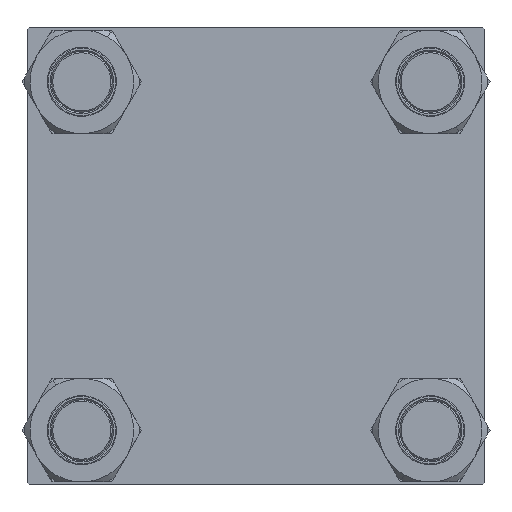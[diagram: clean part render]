
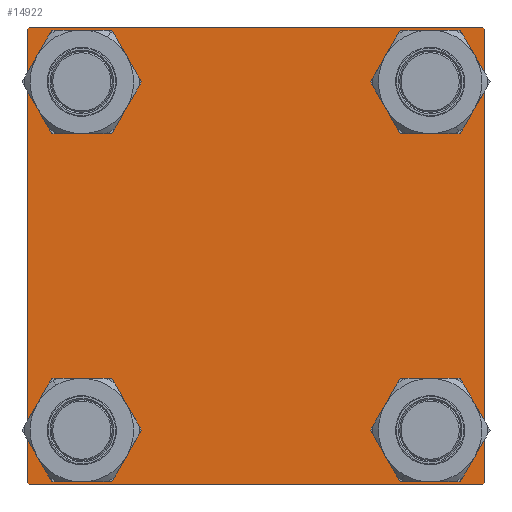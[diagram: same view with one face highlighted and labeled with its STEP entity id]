
A CAD part, left-side view. The second image highlights one B-rep face of the part: STEP entity #14922.
In plain terms, the highlighted planar face has unit normal (-1, 0, 0).
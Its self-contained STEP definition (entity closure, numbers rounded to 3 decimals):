
#321 = ORIENTED_EDGE ( 'NONE', *, *, #43548, .F. ) ;
#667 = DIRECTION ( 'NONE',  ( 1., 0., 0. ) ) ;
#780 = FACE_BOUND ( 'NONE', #23180, .T. ) ;
#1027 = DIRECTION ( 'NONE',  ( 0., 0., 1. ) ) ;
#1229 = CARTESIAN_POINT ( 'NONE',  ( 0., -62.95, 74.45 ) ) ;
#1279 = PLANE ( 'NONE',  #28428 ) ;
#1533 = FACE_BOUND ( 'NONE', #49103, .T. ) ;
#1570 = CARTESIAN_POINT ( 'NONE',  ( 0., 82., 82.5 ) ) ;
#1643 = VERTEX_POINT ( 'NONE', #1570 ) ;
#1645 = DIRECTION ( 'NONE',  ( 1., 0., 0. ) ) ;
#1898 = DIRECTION ( 'NONE',  ( 0., 0., 1. ) ) ;
#2772 = DIRECTION ( 'NONE',  ( 1., 0., 0. ) ) ;
#2946 = VERTEX_POINT ( 'NONE', #20177 ) ;
#3028 = EDGE_CURVE ( 'NONE', #31564, #28228, #42175, .T. ) ;
#3172 = DIRECTION ( 'NONE',  ( 0., 0., 1. ) ) ;
#3580 = EDGE_CURVE ( 'NONE', #28662, #20070, #18281, .T. ) ;
#3797 = DIRECTION ( 'NONE',  ( 0., 0., 1. ) ) ;
#4312 = VERTEX_POINT ( 'NONE', #29043 ) ;
#4400 = LINE ( 'NONE', #20585, #24221 ) ;
#4872 = DIRECTION ( 'NONE',  ( -1., 0., 0. ) ) ;
#4876 = VECTOR ( 'NONE', #49661, 1000. ) ;
#5589 = ORIENTED_EDGE ( 'NONE', *, *, #15661, .T. ) ;
#6067 = EDGE_CURVE ( 'NONE', #28351, #13479, #11367, .T. ) ;
#6912 = EDGE_CURVE ( 'NONE', #44906, #2946, #23349, .T. ) ;
#7262 = EDGE_CURVE ( 'NONE', #24622, #50693, #19256, .T. ) ;
#7652 = EDGE_CURVE ( 'NONE', #2946, #44906, #15167, .T. ) ;
#7871 = CARTESIAN_POINT ( 'NONE',  ( 0., 82.5, 82. ) ) ;
#8066 = EDGE_CURVE ( 'NONE', #35027, #4312, #36270, .T. ) ;
#9200 = CARTESIAN_POINT ( 'NONE',  ( 0., 62.95, 74.45 ) ) ;
#10624 = CARTESIAN_POINT ( 'NONE',  ( 0., -82.5, -82. ) ) ;
#10748 = ORIENTED_EDGE ( 'NONE', *, *, #3580, .T. ) ;
#11271 = DIRECTION ( 'NONE',  ( 0., 0., 1. ) ) ;
#11367 = LINE ( 'NONE', #34793, #34027 ) ;
#11749 = CARTESIAN_POINT ( 'NONE',  ( 0., 82.25, -82.25 ) ) ;
#11799 = VECTOR ( 'NONE', #48124, 1000. ) ;
#11809 = DIRECTION ( 'NONE',  ( 0., -1., 0. ) ) ;
#12240 = EDGE_CURVE ( 'NONE', #29220, #32567, #4400, .T. ) ;
#12392 = VECTOR ( 'NONE', #14400, 1000. ) ;
#12433 = VECTOR ( 'NONE', #39567, 1000. ) ;
#12461 = AXIS2_PLACEMENT_3D ( 'NONE', #29675, #1645, #1898 ) ;
#12757 = CARTESIAN_POINT ( 'NONE',  ( 0., -62.95, -51.45 ) ) ;
#13479 = VERTEX_POINT ( 'NONE', #10624 ) ;
#14222 = CIRCLE ( 'NONE', #26594, 11.5 ) ;
#14400 = DIRECTION ( 'NONE',  ( 0., 0., -1. ) ) ;
#14903 = LINE ( 'NONE', #45830, #12392 ) ;
#14922 = ADVANCED_FACE ( 'NONE', ( #40403, #36038, #1533, #780, #24446 ), #1279, .T. ) ;
#15167 = CIRCLE ( 'NONE', #20096, 11.5 ) ;
#15661 = EDGE_CURVE ( 'NONE', #1643, #35027, #44403, .T. ) ;
#15940 = AXIS2_PLACEMENT_3D ( 'NONE', #30426, #50764, #50260 ) ;
#16339 = DIRECTION ( 'NONE',  ( 0., 0., 1. ) ) ;
#16786 = ORIENTED_EDGE ( 'NONE', *, *, #45052, .T. ) ;
#17607 = AXIS2_PLACEMENT_3D ( 'NONE', #38856, #27518, #43258 ) ;
#18105 = CARTESIAN_POINT ( 'NONE',  ( 0., -82., 82.5 ) ) ;
#18229 = CARTESIAN_POINT ( 'NONE',  ( 0., 82.5, -82.5 ) ) ;
#18281 = CIRCLE ( 'NONE', #46292, 11.5 ) ;
#18477 = ORIENTED_EDGE ( 'NONE', *, *, #8066, .T. ) ;
#18640 = CARTESIAN_POINT ( 'NONE',  ( 0., -82., -82.5 ) ) ;
#18655 = CARTESIAN_POINT ( 'NONE',  ( 0., 62.95, -74.45 ) ) ;
#19256 = CIRCLE ( 'NONE', #17607, 11.5 ) ;
#19778 = LINE ( 'NONE', #35494, #25606 ) ;
#20070 = VERTEX_POINT ( 'NONE', #1229 ) ;
#20096 = AXIS2_PLACEMENT_3D ( 'NONE', #26204, #35194, #3797 ) ;
#20177 = CARTESIAN_POINT ( 'NONE',  ( 0., 62.95, -51.45 ) ) ;
#20271 = ORIENTED_EDGE ( 'NONE', *, *, #3028, .T. ) ;
#20585 = CARTESIAN_POINT ( 'NONE',  ( 0., -82.25, 82.25 ) ) ;
#21644 = VERTEX_POINT ( 'NONE', #28387 ) ;
#21853 = ORIENTED_EDGE ( 'NONE', *, *, #41136, .F. ) ;
#22612 = DIRECTION ( 'NONE',  ( 1., 0., 0. ) ) ;
#23180 = EDGE_LOOP ( 'NONE', ( #27678, #32644 ) ) ;
#23349 = CIRCLE ( 'NONE', #15940, 11.5 ) ;
#24221 = VECTOR ( 'NONE', #35801, 1000. ) ;
#24446 = FACE_OUTER_BOUND ( 'NONE', #46395, .T. ) ;
#24622 = VERTEX_POINT ( 'NONE', #49100 ) ;
#24677 = AXIS2_PLACEMENT_3D ( 'NONE', #50131, #2772, #29785 ) ;
#25606 = VECTOR ( 'NONE', #11809, 1000. ) ;
#25653 = ORIENTED_EDGE ( 'NONE', *, *, #41558, .T. ) ;
#25988 = LINE ( 'NONE', #18229, #4876 ) ;
#26204 = CARTESIAN_POINT ( 'NONE',  ( 0., 62.95, -62.95 ) ) ;
#26592 = DIRECTION ( 'NONE',  ( 1., 0., 0. ) ) ;
#26594 = AXIS2_PLACEMENT_3D ( 'NONE', #43675, #667, #16339 ) ;
#26732 = ORIENTED_EDGE ( 'NONE', *, *, #12240, .T. ) ;
#26822 = DIRECTION ( 'NONE',  ( 0., -0.707, 0.707 ) ) ;
#27331 = ORIENTED_EDGE ( 'NONE', *, *, #42313, .T. ) ;
#27518 = DIRECTION ( 'NONE',  ( 1., 0., 0. ) ) ;
#27626 = VECTOR ( 'NONE', #33755, 1000. ) ;
#27678 = ORIENTED_EDGE ( 'NONE', *, *, #49982, .T. ) ;
#27773 = CARTESIAN_POINT ( 'NONE',  ( 0., -62.95, 51.45 ) ) ;
#28228 = VERTEX_POINT ( 'NONE', #12757 ) ;
#28351 = VERTEX_POINT ( 'NONE', #18640 ) ;
#28387 = CARTESIAN_POINT ( 'NONE',  ( 0., 82., -82.5 ) ) ;
#28428 = AXIS2_PLACEMENT_3D ( 'NONE', #43780, #4872, #1027 ) ;
#28662 = VERTEX_POINT ( 'NONE', #27773 ) ;
#28674 = CARTESIAN_POINT ( 'NONE',  ( 0., 82.25, 82.25 ) ) ;
#29043 = CARTESIAN_POINT ( 'NONE',  ( 0., 82.5, -82. ) ) ;
#29220 = VERTEX_POINT ( 'NONE', #38177 ) ;
#29675 = CARTESIAN_POINT ( 'NONE',  ( 0., -62.95, 62.95 ) ) ;
#29785 = DIRECTION ( 'NONE',  ( 0., 0., 1. ) ) ;
#30291 = ORIENTED_EDGE ( 'NONE', *, *, #6067, .T. ) ;
#30426 = CARTESIAN_POINT ( 'NONE',  ( 0., 62.95, -62.95 ) ) ;
#31323 = LINE ( 'NONE', #11749, #12433 ) ;
#31353 = CARTESIAN_POINT ( 'NONE',  ( 0., -62.95, -74.45 ) ) ;
#31564 = VERTEX_POINT ( 'NONE', #31353 ) ;
#32567 = VERTEX_POINT ( 'NONE', #18105 ) ;
#32644 = ORIENTED_EDGE ( 'NONE', *, *, #7262, .T. ) ;
#33755 = DIRECTION ( 'NONE',  ( 0., 0.707, -0.707 ) ) ;
#34027 = VECTOR ( 'NONE', #26822, 1000. ) ;
#34697 = CARTESIAN_POINT ( 'NONE',  ( 0., -62.95, 62.95 ) ) ;
#34793 = CARTESIAN_POINT ( 'NONE',  ( 0., -82.25, -82.25 ) ) ;
#35027 = VERTEX_POINT ( 'NONE', #7871 ) ;
#35194 = DIRECTION ( 'NONE',  ( 1., 0., 0. ) ) ;
#35494 = CARTESIAN_POINT ( 'NONE',  ( 0., 82.5, 82.5 ) ) ;
#35704 = ORIENTED_EDGE ( 'NONE', *, *, #7652, .T. ) ;
#35801 = DIRECTION ( 'NONE',  ( 0., 0.707, 0.707 ) ) ;
#36038 = FACE_BOUND ( 'NONE', #36359, .T. ) ;
#36270 = LINE ( 'NONE', #48371, #11799 ) ;
#36359 = EDGE_LOOP ( 'NONE', ( #27331, #20271 ) ) ;
#36830 = EDGE_CURVE ( 'NONE', #21644, #28351, #25988, .T. ) ;
#38177 = CARTESIAN_POINT ( 'NONE',  ( 0., -82.5, 82. ) ) ;
#38856 = CARTESIAN_POINT ( 'NONE',  ( 0., 62.95, 62.95 ) ) ;
#39023 = ORIENTED_EDGE ( 'NONE', *, *, #36830, .T. ) ;
#39567 = DIRECTION ( 'NONE',  ( 0., -0.707, -0.707 ) ) ;
#40403 = FACE_BOUND ( 'NONE', #47133, .T. ) ;
#41136 = EDGE_CURVE ( 'NONE', #1643, #32567, #19778, .T. ) ;
#41558 = EDGE_CURVE ( 'NONE', #4312, #21644, #31323, .T. ) ;
#42175 = CIRCLE ( 'NONE', #45445, 11.5 ) ;
#42313 = EDGE_CURVE ( 'NONE', #28228, #31564, #46894, .T. ) ;
#42569 = CARTESIAN_POINT ( 'NONE',  ( 0., -62.95, -62.95 ) ) ;
#43258 = DIRECTION ( 'NONE',  ( 0., 0., 1. ) ) ;
#43548 = EDGE_CURVE ( 'NONE', #29220, #13479, #14903, .T. ) ;
#43675 = CARTESIAN_POINT ( 'NONE',  ( 0., 62.95, 62.95 ) ) ;
#43780 = CARTESIAN_POINT ( 'NONE',  ( 0., 0., 0. ) ) ;
#43789 = ORIENTED_EDGE ( 'NONE', *, *, #6912, .T. ) ;
#44403 = LINE ( 'NONE', #28674, #27626 ) ;
#44539 = CIRCLE ( 'NONE', #12461, 11.5 ) ;
#44906 = VERTEX_POINT ( 'NONE', #18655 ) ;
#45052 = EDGE_CURVE ( 'NONE', #20070, #28662, #44539, .T. ) ;
#45445 = AXIS2_PLACEMENT_3D ( 'NONE', #42569, #26592, #3172 ) ;
#45830 = CARTESIAN_POINT ( 'NONE',  ( 0., -82.5, 82.5 ) ) ;
#46292 = AXIS2_PLACEMENT_3D ( 'NONE', #34697, #22612, #11271 ) ;
#46395 = EDGE_LOOP ( 'NONE', ( #18477, #25653, #39023, #30291, #321, #26732, #21853, #5589 ) ) ;
#46894 = CIRCLE ( 'NONE', #24677, 11.5 ) ;
#47133 = EDGE_LOOP ( 'NONE', ( #16786, #10748 ) ) ;
#48124 = DIRECTION ( 'NONE',  ( 0., 0., -1. ) ) ;
#48371 = CARTESIAN_POINT ( 'NONE',  ( 0., 82.5, 82.5 ) ) ;
#49100 = CARTESIAN_POINT ( 'NONE',  ( 0., 62.95, 51.45 ) ) ;
#49103 = EDGE_LOOP ( 'NONE', ( #35704, #43789 ) ) ;
#49661 = DIRECTION ( 'NONE',  ( 0., -1., 0. ) ) ;
#49982 = EDGE_CURVE ( 'NONE', #50693, #24622, #14222, .T. ) ;
#50131 = CARTESIAN_POINT ( 'NONE',  ( 0., -62.95, -62.95 ) ) ;
#50260 = DIRECTION ( 'NONE',  ( 0., 0., 1. ) ) ;
#50693 = VERTEX_POINT ( 'NONE', #9200 ) ;
#50764 = DIRECTION ( 'NONE',  ( 1., 0., 0. ) ) ;
